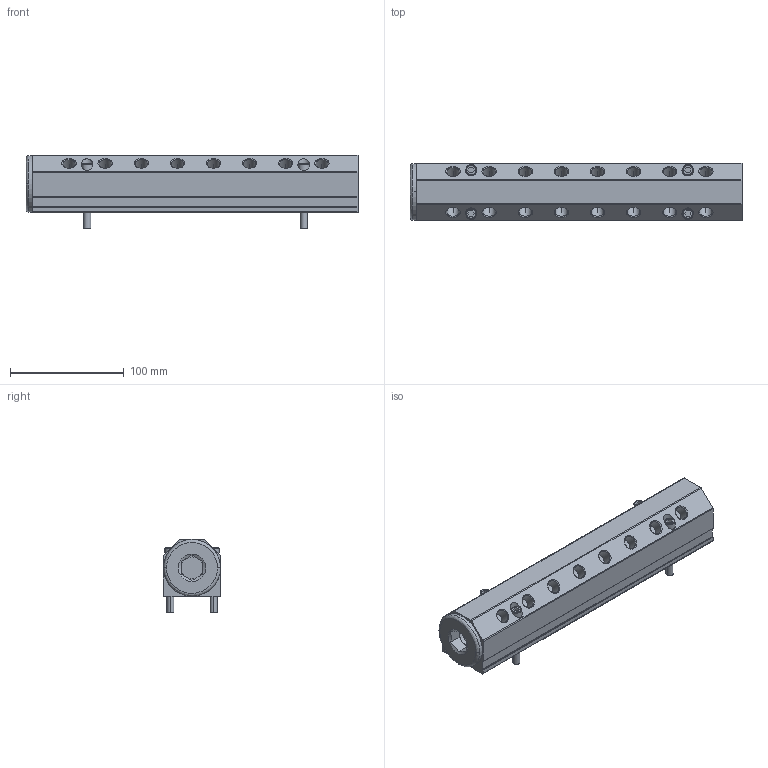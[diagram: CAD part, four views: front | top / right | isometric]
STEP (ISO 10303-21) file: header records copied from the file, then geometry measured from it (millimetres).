
FILE_DESCRIPTION (( 'STEP AP203' ), '1' );
FILE_NAME ('IM4-11-BD-16-1-4-N-B.step', '2024-08-21T11:22:16', ( '' ), ( '' ), 'SwSTEP 2.0', 'SolidWorks 2023', '' );
FILE_SCHEMA (( 'CONFIG_CONTROL_DESIGN' ));
Length unit declared in the file: inch
Products named in the file (1): IM4-11-BD-16-1-4-N-B
Bounding box: 291.85 x 50.79 x 65.02 mm (x, y, z)
Volume: 467468.2 mm3; surface area: 102516.9 mm2
Topology: 6 solids, 6 shells, 245 faces, 576 edges, 364 vertices
Faces by surface type: cylinder 90, plane 81, cone 62, bspline 12
Entity records: 8969 total; most frequent: CARTESIAN_POINT 3152, DIRECTION 1226, ORIENTED_EDGE 1152, EDGE_CURVE 576, AXIS2_PLACEMENT_3D 474, VERTEX_POINT 364, EDGE_LOOP 308, VECTOR 278
